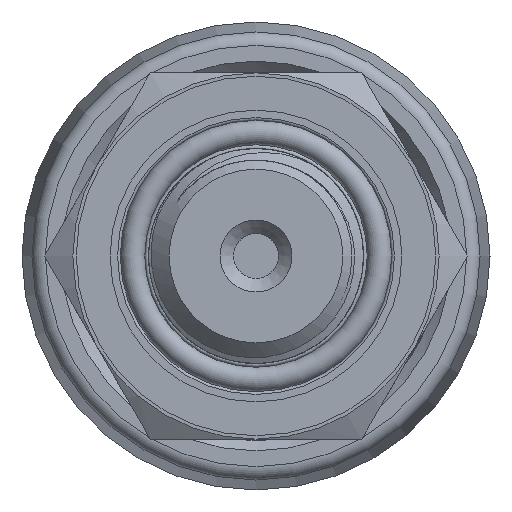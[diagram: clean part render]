
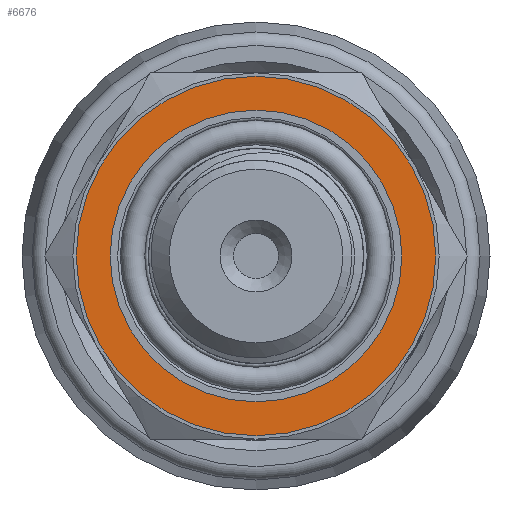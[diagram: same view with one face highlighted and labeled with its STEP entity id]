
A CAD part, left-side view. The second image highlights one B-rep face of the part: STEP entity #6676.
In plain terms, the highlighted planar face has unit normal (-1, 0, 0).
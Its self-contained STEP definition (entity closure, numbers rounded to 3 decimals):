
#384=PLANE('',#6951);
#420=FACE_BOUND('',#1180,.T.);
#769=FACE_OUTER_BOUND('',#1179,.T.);
#1179=EDGE_LOOP('',(#6075));
#1180=EDGE_LOOP('',(#6076));
#1269=CIRCLE('',#6891,13.25);
#1304=CIRCLE('',#6950,10.75);
#3121=VERTEX_POINT('',#16006);
#3155=VERTEX_POINT('',#18362);
#4078=EDGE_CURVE('',#3121,#3121,#1269,.T.);
#4137=EDGE_CURVE('',#3155,#3155,#1304,.T.);
#6075=ORIENTED_EDGE('',*,*,#4078,.T.);
#6076=ORIENTED_EDGE('',*,*,#4137,.T.);
#6676=ADVANCED_FACE('',(#769,#420),#384,.T.);
#6891=AXIS2_PLACEMENT_3D('',#16007,#7583,#7584);
#6950=AXIS2_PLACEMENT_3D('',#18363,#7711,#7712);
#6951=AXIS2_PLACEMENT_3D('',#18365,#7714,#7715);
#7583=DIRECTION('center_axis',(-1.,0.,0.));
#7584=DIRECTION('ref_axis',(0.,1.,0.));
#7711=DIRECTION('center_axis',(1.,0.,0.));
#7712=DIRECTION('ref_axis',(0.,0.,-1.));
#7714=DIRECTION('center_axis',(-1.,0.,0.));
#7715=DIRECTION('ref_axis',(0.,0.,1.));
#16006=CARTESIAN_POINT('',(-48.,-13.25,0.));
#16007=CARTESIAN_POINT('Origin',(-48.,0.,0.));
#18362=CARTESIAN_POINT('',(-48.,-10.75,0.));
#18363=CARTESIAN_POINT('Origin',(-48.,0.,0.));
#18365=CARTESIAN_POINT('Origin',(-48.,13.5,0.));
